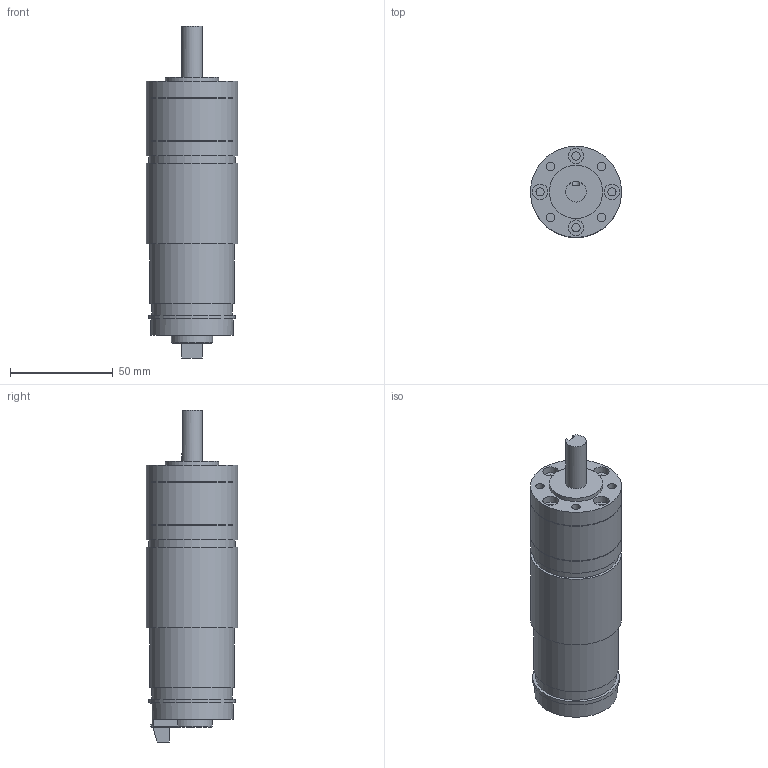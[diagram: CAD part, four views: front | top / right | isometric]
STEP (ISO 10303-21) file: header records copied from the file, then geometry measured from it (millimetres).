
FILE_DESCRIPTION(/* description */ (''),/* implementation_level */ '2;1');
FILE_NAME(/* name */ 'MotorDC PG45_V2.stp',/* time_stamp */ '2021-11-07T15:36:51+07:00',/* author */ ('andri_st01'),/* organization */ (''),/* preprocessor_version */ 'ST-DEVELOPER v18.1',/* originating_system */ 'Autodesk Inventor 2022',/* authorisation */ '');
FILE_SCHEMA (('AUTOMOTIVE_DESIGN { 1 0 10303 214 3 1 1 }'));
Length unit declared in the file: millimetre
Products named in the file (1): MotorDC PG45_V2
Bounding box: 44.32 x 44.32 x 161.38 mm (x, y, z)
Volume: 181031.3 mm3; surface area: 24974.2 mm2
Topology: 1 solids, 1 shells, 96 faces, 200 edges, 132 vertices
Faces by surface type: plane 63, cylinder 31, torus 2
Full cylindrical faces by diameter (mm): 3 x2, 4 x4, 4.182 x4, 7.6 x4, 10 x1, 25.9 x1, 39.1 x1, 40 x1, 41.06 x1, 41.92 x1, 41.98 x1, 44.22 x2, 44.32 x4
Entity records: 2858 total; most frequent: CARTESIAN_POINT 538, DIRECTION 453, ORIENTED_EDGE 400, EDGE_CURVE 200, AXIS2_PLACEMENT_3D 165, VERTEX_POINT 132, EDGE_LOOP 126, LINE 123
